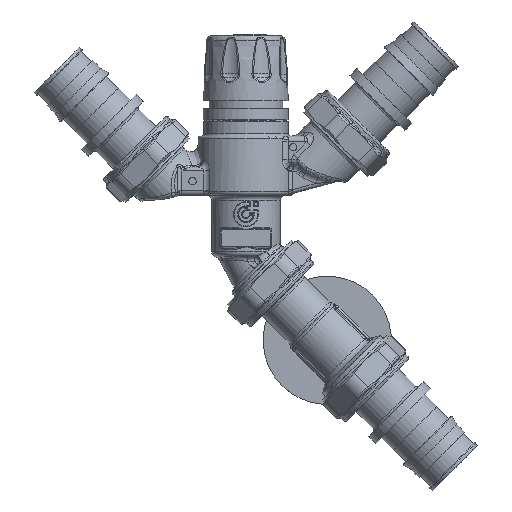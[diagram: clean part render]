
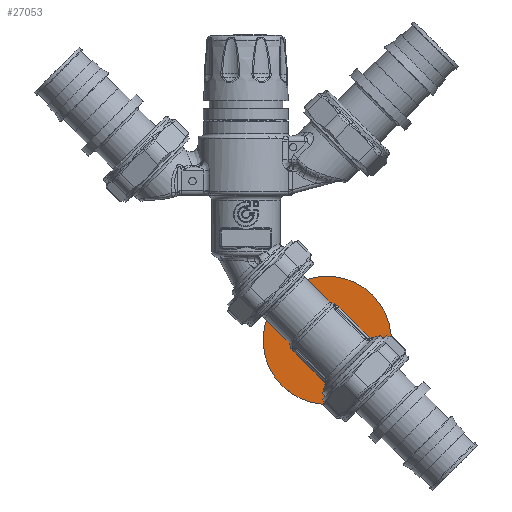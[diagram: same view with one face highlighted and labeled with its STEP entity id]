
A CAD part, top view. The second image highlights one B-rep face of the part: STEP entity #27053.
In plain terms, the highlighted planar face has unit normal (0, 0, 1).
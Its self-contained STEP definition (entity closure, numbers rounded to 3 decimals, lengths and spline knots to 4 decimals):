
#2317=FACE_BOUND('',#5949,.T.);
#4184=FACE_OUTER_BOUND('',#5948,.T.);
#5948=EDGE_LOOP('',(#21922));
#5949=EDGE_LOOP('',(#21923));
#9521=CIRCLE('',#29787,1.03);
#9523=CIRCLE('',#29791,0.3);
#11624=VERTEX_POINT('',#74110);
#11626=VERTEX_POINT('',#74117);
#15102=EDGE_CURVE('',#11624,#11624,#9521,.T.);
#15105=EDGE_CURVE('',#11626,#11626,#9523,.T.);
#21922=ORIENTED_EDGE('',*,*,#15102,.T.);
#21923=ORIENTED_EDGE('',*,*,#15105,.T.);
#23904=PLANE('',#29792);
#27053=ADVANCED_FACE('',(#4184,#2317),#23904,.F.);
#29787=AXIS2_PLACEMENT_3D('',#74112,#35816,#35817);
#29791=AXIS2_PLACEMENT_3D('',#74119,#35825,#35826);
#29792=AXIS2_PLACEMENT_3D('',#74120,#35827,#35828);
#35816=DIRECTION('center_axis',(0.,0.,
1.));
#35817=DIRECTION('ref_axis',(-0.707,0.707,0.));
#35825=DIRECTION('center_axis',(0.,0.,
-1.));
#35826=DIRECTION('ref_axis',(0.707,-0.707,0.));
#35827=DIRECTION('center_axis',(0.,0.,
-1.));
#35828=DIRECTION('ref_axis',(0.707,-0.707,0.));
#74110=CARTESIAN_POINT('',(2.0348,-3.5269,-2.4095));
#74112=CARTESIAN_POINT('Origin',(1.3064,-2.7986,-2.4095));
#74117=CARTESIAN_POINT('',(1.0943,-2.5864,-2.4095));
#74119=CARTESIAN_POINT('Origin',(1.3064,-2.7986,-2.4095));
#74120=CARTESIAN_POINT('Origin',(1.3064,-2.7986,-2.4095));
